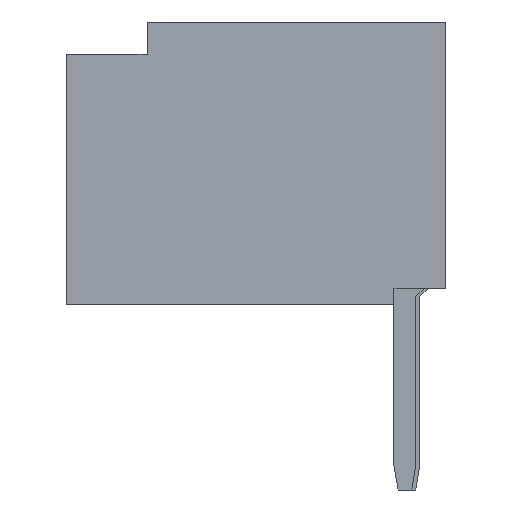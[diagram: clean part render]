
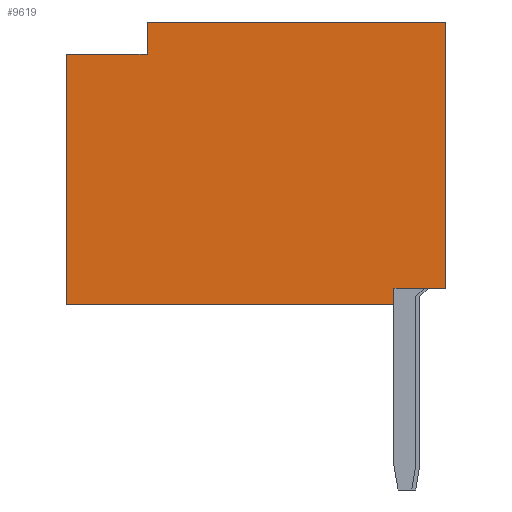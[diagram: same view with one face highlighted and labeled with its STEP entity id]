
A CAD part, left-side view. The second image highlights one B-rep face of the part: STEP entity #9619.
In plain terms, the highlighted planar face has unit normal (-1, 0, 0).
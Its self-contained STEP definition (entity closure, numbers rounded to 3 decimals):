
#806=ORIENTED_EDGE('',*,*,#2567,.F.);
#807=ORIENTED_EDGE('',*,*,#2681,.T.);
#808=ORIENTED_EDGE('',*,*,#2742,.T.);
#809=ORIENTED_EDGE('',*,*,#2743,.T.);
#810=ORIENTED_EDGE('',*,*,#2693,.F.);
#811=ORIENTED_EDGE('',*,*,#2688,.T.);
#812=ORIENTED_EDGE('',*,*,#2740,.T.);
#813=ORIENTED_EDGE('',*,*,#2744,.T.);
#2567=EDGE_CURVE('',#3588,#3589,#4222,.T.);
#2681=EDGE_CURVE('',#3588,#3651,#4336,.T.);
#2688=EDGE_CURVE('',#3656,#3655,#4343,.T.);
#2693=EDGE_CURVE('',#3656,#3658,#4348,.T.);
#2740=EDGE_CURVE('',#3655,#3688,#4395,.T.);
#2742=EDGE_CURVE('',#3651,#3689,#4397,.T.);
#2743=EDGE_CURVE('',#3689,#3658,#4398,.T.);
#2744=EDGE_CURVE('',#3688,#3589,#4399,.T.);
#3588=VERTEX_POINT('',#12645);
#3589=VERTEX_POINT('',#12647);
#3651=VERTEX_POINT('',#12855);
#3655=VERTEX_POINT('',#12868);
#3656=VERTEX_POINT('',#12870);
#3658=VERTEX_POINT('',#12875);
#3688=VERTEX_POINT('',#12971);
#3689=VERTEX_POINT('',#12977);
#4222=LINE('',#12646,#5019);
#4336=LINE('',#12856,#5133);
#4343=LINE('',#12869,#5140);
#4348=LINE('',#12879,#5145);
#4395=LINE('',#12972,#5192);
#4397=LINE('',#12976,#5194);
#4398=LINE('',#12978,#5195);
#4399=LINE('',#12979,#5196);
#5019=VECTOR('',#10676,1000.);
#5133=VECTOR('',#10856,1000.);
#5140=VECTOR('',#10867,1000.);
#5145=VECTOR('',#10874,1000.);
#5192=VECTOR('',#10955,1000.);
#5194=VECTOR('',#10961,1000.);
#5195=VECTOR('',#10962,1000.);
#5196=VECTOR('',#10963,1000.);
#5751=EDGE_LOOP('',(#806,#807,#808,#809,#810,#811,#812,#813));
#6160=FACE_BOUND('',#5751,.T.);
#6569=PLANE('',#10023);
#9619=ADVANCED_FACE('',(#6160),#6569,.T.);
#10023=AXIS2_PLACEMENT_3D('',#12975,#10959,#10960);
#10676=DIRECTION('',(0.,1.,0.));
#10856=DIRECTION('',(0.,0.,-1.));
#10867=DIRECTION('',(0.,0.,1.));
#10874=DIRECTION('',(0.,-1.,0.));
#10955=DIRECTION('',(0.,1.,0.));
#10959=DIRECTION('',(-1.,0.,0.));
#10960=DIRECTION('',(0.,0.,1.));
#10961=DIRECTION('',(0.,-1.,0.));
#10962=DIRECTION('',(0.,0.,1.));
#10963=DIRECTION('',(0.,0.,-1.));
#12645=CARTESIAN_POINT('',(-5.875,1.55,-1.71));
#12646=CARTESIAN_POINT('',(-5.875,1.55,-1.71));
#12647=CARTESIAN_POINT('',(-5.875,1.75,-1.71));
#12855=CARTESIAN_POINT('',(-5.875,1.55,-2.35));
#12856=CARTESIAN_POINT('',(-5.875,1.55,-1.81));
#12868=CARTESIAN_POINT('',(-5.875,-1.35,2.35));
#12869=CARTESIAN_POINT('',(-5.875,-1.35,1.35));
#12870=CARTESIAN_POINT('',(-5.875,-1.35,1.35));
#12875=CARTESIAN_POINT('',(-5.875,-1.75,1.35));
#12879=CARTESIAN_POINT('',(-5.875,-1.35,1.35));
#12971=CARTESIAN_POINT('',(-5.875,1.75,2.35));
#12972=CARTESIAN_POINT('',(-5.875,-1.75,2.35));
#12975=CARTESIAN_POINT('',(-5.875,0.,0.));
#12976=CARTESIAN_POINT('',(-5.875,1.75,-2.35));
#12977=CARTESIAN_POINT('',(-5.875,-1.75,-2.35));
#12978=CARTESIAN_POINT('',(-5.875,-1.75,-2.35));
#12979=CARTESIAN_POINT('',(-5.875,1.75,2.35));
